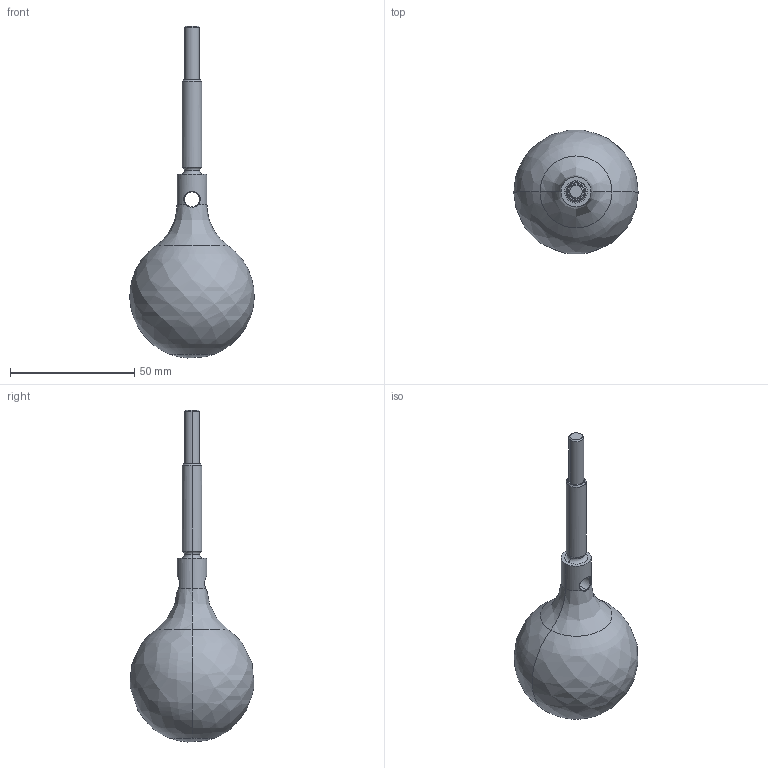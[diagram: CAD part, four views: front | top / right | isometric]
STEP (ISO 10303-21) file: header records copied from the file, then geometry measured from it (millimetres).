
FILE_DESCRIPTION (( 'STEP AP214' ), '1' );
FILE_NAME ('146-405-RevA-rotule-M8.STEP', '2022-01-14T15:17:33', ( '' ), ( '' ), 'SwSTEP 2.0', 'SolidWorks 2009', '' );
FILE_SCHEMA (( 'AUTOMOTIVE_DESIGN' ));
Length unit declared in the file: millimetre
Products named in the file (1): 146-405-RevA-rotule-M8
Bounding box: 49.96 x 49.66 x 133.35 mm (x, y, z)
Volume: 71426.3 mm3; surface area: 10267.8 mm2
Topology: 1 solids, 1 shells, 30 faces, 66 edges, 38 vertices
Faces by surface type: bspline 13, cylinder 8, torus 4, plane 3, cone 2
Entity records: 1462 total; most frequent: CARTESIAN_POINT 867, ORIENTED_EDGE 132, DIRECTION 100, EDGE_CURVE 66, AXIS2_PLACEMENT_3D 45, VERTEX_POINT 38, EDGE_LOOP 32, FACE_OUTER_BOUND 30
